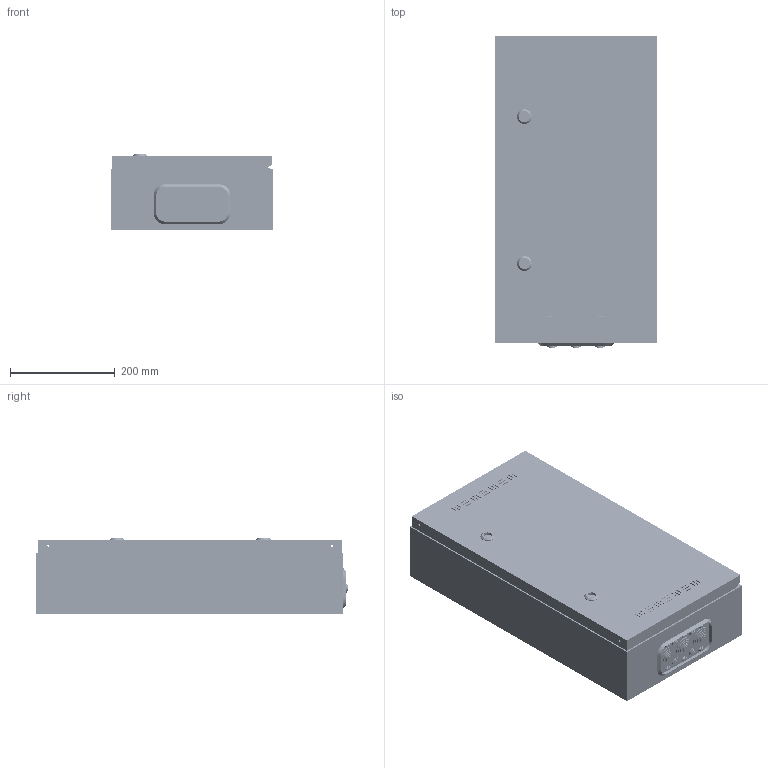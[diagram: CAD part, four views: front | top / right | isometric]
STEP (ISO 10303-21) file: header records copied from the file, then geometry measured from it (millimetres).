
FILE_DESCRIPTION (( 'STEP AP214' ), '1' );
FILE_NAME ('TI5-51-N-1X036-30 TITAN 5 Êîðïóñ êîìáèíèðîâàííûé ÙÐí-12 (1õ36) áåëûé IEK.STEP', '2024-12-06T12:36:43', ( '' ), ( '' ), 'SwSTEP 2.0', 'SolidWorks 2022', '' );
FILE_SCHEMA (( 'AUTOMOTIVE_DESIGN' ));
Length unit declared in the file: millimetre
Products named in the file (1): TI5-51-N-1X036-30 TITAN 5 Корпус комбинированный ЩРн-12 (1х36) белый IEK
Bounding box: 310 x 593.17 x 144.1 mm (x, y, z)
Volume: 2092640.6 mm3; surface area: 2158595.4 mm2
Topology: 58 solids, 70 shells, 8344 faces, 22755 edges, 14798 vertices
Faces by surface type: plane 4207, cylinder 2842, bspline 527, cone 467, torus 200, sphere 101
Entity records: 415705 total; most frequent: CARTESIAN_POINT 110980, ORIENTED_EDGE 45450, DIRECTION 41878, EDGE_CURVE 22725, VERTEX_POINT 14798, AXIS2_PLACEMENT_3D 14153, VECTOR 13572, LINE 13572
